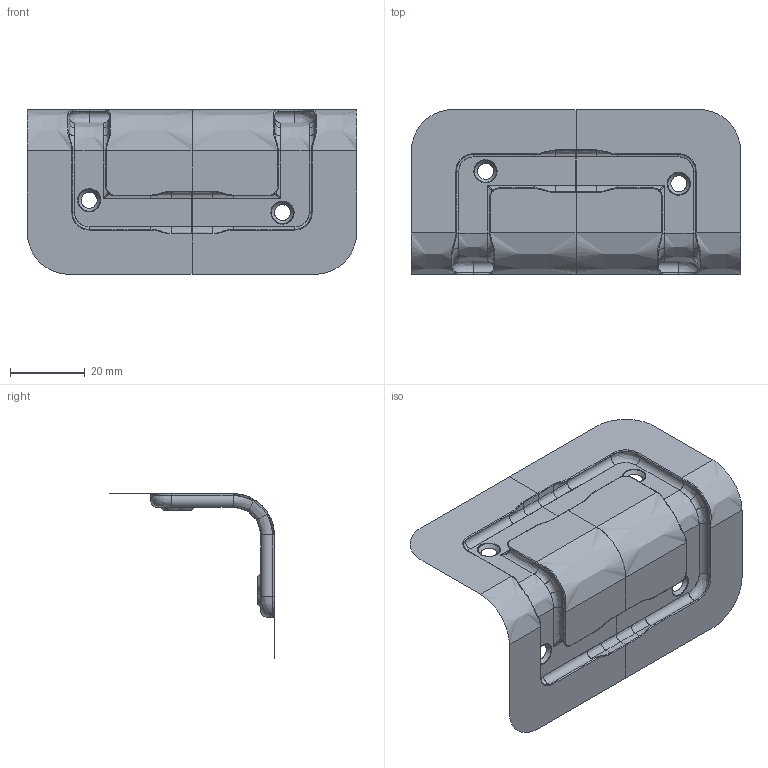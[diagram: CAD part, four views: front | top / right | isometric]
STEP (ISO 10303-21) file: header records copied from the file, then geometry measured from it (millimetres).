
FILE_DESCRIPTION(/* description */ (''),/* implementation_level */ '2;1');
FILE_NAME(/* name */ 'Spigolo Pelle con fori spostati',/* time_stamp */ '2024-02-28T20:13:00+01:00',/* author */ (''),/* organization */ (''),/* preprocessor_version */ 'ST-DEVELOPER v18.1',/* originating_system */ '',/* authorisation */ '');
FILE_SCHEMA (('AUTOMOTIVE_DESIGN { 1 0 10303 214 3 1 1 }'));
Length unit declared in the file: millimetre
Bounding box: 88 x 44 x 44 mm (x, y, z)
Surface area: 8615.6 mm2 (no closed solid volume)
Topology: 0 solids, 158 shells, 158 faces, 704 edges, 696 vertices
Faces by surface type: bspline 138, cylinder 20
Entity records: 18832 total; most frequent: CARTESIAN_POINT 14959, ORIENTED_EDGE 712, EDGE_CURVE 704, VERTEX_POINT 696, B_SPLINE_CURVE_WITH_KNOTS 536, EDGE_LOOP 162, STYLED_ITEM 158, FACE_OUTER_BOUND 158
